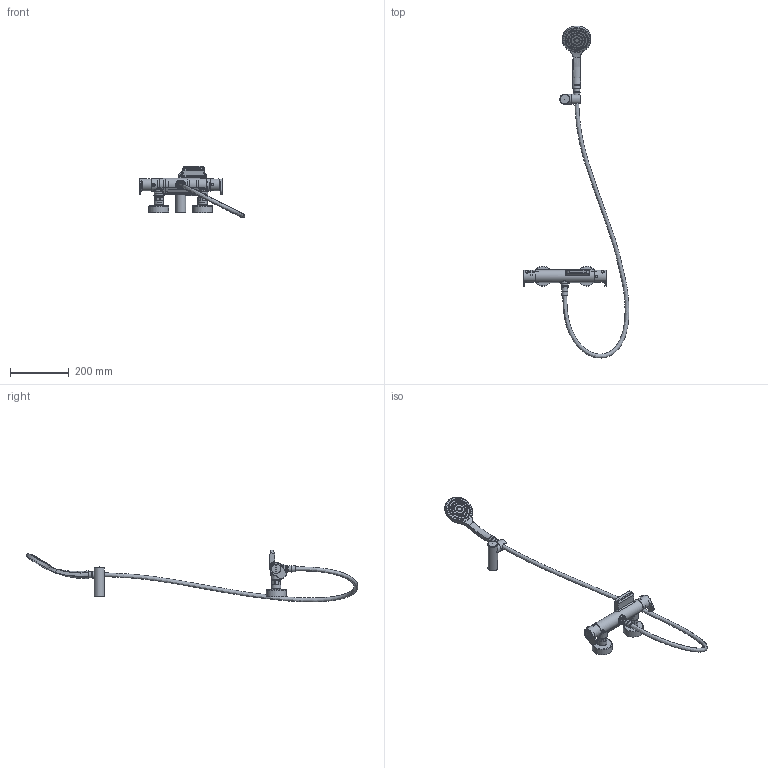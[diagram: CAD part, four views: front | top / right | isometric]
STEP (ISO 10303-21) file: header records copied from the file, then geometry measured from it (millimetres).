
FILE_DESCRIPTION (( 'STEP AP203' ), '1' );
FILE_NAME ('36CP00640.STEP', '2021-02-22T09:07:58', ( '' ), ( '' ), 'SwSTEP 2.0', 'SolidWorks 2018', '' );
FILE_SCHEMA (( 'CONFIG_CONTROL_DESIGN' ));
Length unit declared in the file: millimetre
Products named in the file (1): 36CP00640
Bounding box: 360.09 x 1128.56 x 175.84 mm (x, y, z)
Volume: 765803.3 mm3; surface area: 280468.6 mm2
Topology: 18 solids, 19 shells, 1267 faces, 2950 edges, 1839 vertices
Faces by surface type: plane 380, cylinder 375, bspline 301, torus 117, cone 87, sphere 7
Full cylindrical faces by diameter (mm): 3.1 x4, 3.3 x2, 4 x80, 4.15 x2, 4.5 x1, 4.65 x2, 5.8 x7, 6 x1, 9.8 x3, 10 x1, 10.1 x2, 14 x1, 15 x3, 16 x6, 16.4 x2, 17.6 x2, 17.8 x2, 18.3 x2, 18.968 x1, 19 x1, 19.5 x2, 20.5 x2, 20.65 x2, 20.8 x1, 21.25 x2, 21.268 x1, 21.5 x1, 23.8 x2, 24 x1, 24.088 x2
Entity records: 66953 total; most frequent: CARTESIAN_POINT 43423, ORIENTED_EDGE 4850, DIRECTION 4037, EDGE_CURVE 2425, EDGE_LOOP 1785, AXIS2_PLACEMENT_3D 1739, VERTEX_POINT 1686, FACE_OUTER_BOUND 1536
